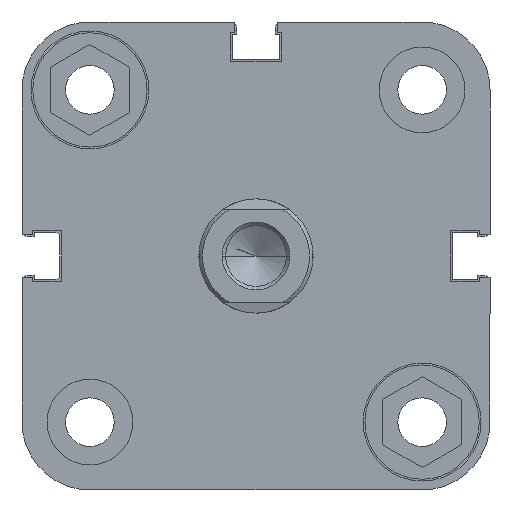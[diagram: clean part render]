
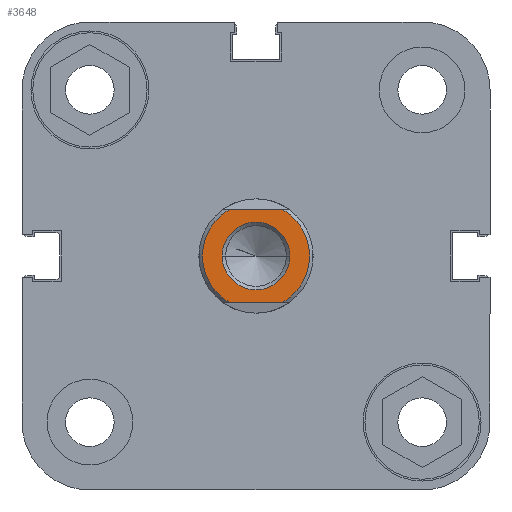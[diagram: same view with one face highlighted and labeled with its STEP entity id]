
A CAD part, left-side view. The second image highlights one B-rep face of the part: STEP entity #3648.
In plain terms, the highlighted planar face has unit normal (-1, 0, 0).
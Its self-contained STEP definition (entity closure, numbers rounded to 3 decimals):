
#49 = EDGE_CURVE ( 'NONE', #1008, #1389, #5432, .T. ) ;
#52 = EDGE_CURVE ( 'NONE', #1080, #1137, #5434, .T. ) ;
#54 = EDGE_CURVE ( 'NONE', #1385, #1371, #5436, .T. ) ;
#57 = EDGE_CURVE ( 'NONE', #1385, #1389, #5433, .T. ) ;
#61 = EDGE_CURVE ( 'NONE', #1371, #1008, #5445, .T. ) ;
#297 = EDGE_CURVE ( 'NONE', #1137, #1080, #5790, .T. ) ;
#464 = AXIS2_PLACEMENT_3D ( 'NONE', #2304, #2305, #2306 ) ;
#465 = AXIS2_PLACEMENT_3D ( 'NONE', #2308, #2315, #2316 ) ;
#466 = AXIS2_PLACEMENT_3D ( 'NONE', #2320, #2322, #2323 ) ;
#561 = AXIS2_PLACEMENT_3D ( 'NONE', #2937, #2939, #2940 ) ;
#637 = AXIS2_PLACEMENT_3D ( 'NONE', #6823, #6825, #6826 ) ;
#1008 = VERTEX_POINT ( 'NONE', #3331 ) ;
#1080 = VERTEX_POINT ( 'NONE', #3397 ) ;
#1137 = VERTEX_POINT ( 'NONE', #3438 ) ;
#1371 = VERTEX_POINT ( 'NONE', #6681 ) ;
#1385 = VERTEX_POINT ( 'NONE', #6693 ) ;
#1389 = VERTEX_POINT ( 'NONE', #6697 ) ;
#2304 = CARTESIAN_POINT ( 'NONE',  ( 0., 0., 0. ) ) ;
#2305 = DIRECTION ( 'NONE',  ( -1., 0., 0. ) ) ;
#2306 = DIRECTION ( 'NONE',  ( 0., 1., 0. ) ) ;
#2308 = CARTESIAN_POINT ( 'NONE',  ( 0., 0., 0. ) ) ;
#2315 = DIRECTION ( 'NONE',  ( 1., 0., 0. ) ) ;
#2316 = DIRECTION ( 'NONE',  ( 0., 1., 0. ) ) ;
#2320 = CARTESIAN_POINT ( 'NONE',  ( 0., 0., 0. ) ) ;
#2322 = DIRECTION ( 'NONE',  ( -1., 0., 0. ) ) ;
#2323 = DIRECTION ( 'NONE',  ( 0., 1., 0. ) ) ;
#2326 = CARTESIAN_POINT ( 'NONE',  ( 0., 6.5, -2.767 ) ) ;
#2328 = DIRECTION ( 'NONE',  ( 0., 0., 1. ) ) ;
#2339 = CARTESIAN_POINT ( 'NONE',  ( 0., -6.5, -2.767 ) ) ;
#2340 = DIRECTION ( 'NONE',  ( 0., 0., 1. ) ) ;
#2937 = CARTESIAN_POINT ( 'NONE',  ( 0., 0., 0. ) ) ;
#2939 = DIRECTION ( 'NONE',  ( 1., 0., 0. ) ) ;
#2940 = DIRECTION ( 'NONE',  ( 0., 1., 0. ) ) ;
#3331 = CARTESIAN_POINT ( 'NONE',  ( 0., -6.5, 3.742 ) ) ;
#3397 = CARTESIAN_POINT ( 'NONE',  ( 0., 0., -4.75 ) ) ;
#3438 = CARTESIAN_POINT ( 'NONE',  ( 0., 0., 4.75 ) ) ;
#3558 = ORIENTED_EDGE ( 'NONE', *, *, #54, .T. ) ;
#3588 = ORIENTED_EDGE ( 'NONE', *, *, #61, .T. ) ;
#3596 = ORIENTED_EDGE ( 'NONE', *, *, #57, .F. ) ;
#3597 = ORIENTED_EDGE ( 'NONE', *, *, #49, .T. ) ;
#3616 = ORIENTED_EDGE ( 'NONE', *, *, #52, .T. ) ;
#3627 = ORIENTED_EDGE ( 'NONE', *, *, #297, .T. ) ;
#3648 = ADVANCED_FACE ( 'NONE', ( #6116, #6122 ), #6824, .F. ) ;
#4766 = EDGE_LOOP ( 'NONE', ( #3627, #3616 ) ) ;
#4776 = EDGE_LOOP ( 'NONE', ( #3588, #3597, #3596, #3558 ) ) ;
#5432 = CIRCLE ( 'NONE', #464, 7.5 ) ;
#5433 = LINE ( 'NONE', #2326, #5439 ) ;
#5434 = CIRCLE ( 'NONE', #465, 4.75 ) ;
#5436 = CIRCLE ( 'NONE', #466, 7.5 ) ;
#5439 = VECTOR ( 'NONE', #2328, 1000. ) ;
#5445 = LINE ( 'NONE', #2339, #5446 ) ;
#5446 = VECTOR ( 'NONE', #2340, 1000. ) ;
#5790 = CIRCLE ( 'NONE', #561, 4.75 ) ;
#6116 = FACE_BOUND ( 'NONE', #4766, .T. ) ;
#6122 = FACE_OUTER_BOUND ( 'NONE', #4776, .T. ) ;
#6681 = CARTESIAN_POINT ( 'NONE',  ( 0., -6.5, -3.742 ) ) ;
#6693 = CARTESIAN_POINT ( 'NONE',  ( 0., 6.5, -3.742 ) ) ;
#6697 = CARTESIAN_POINT ( 'NONE',  ( 0., 6.5, 3.742 ) ) ;
#6823 = CARTESIAN_POINT ( 'NONE',  ( 0., 0., 0. ) ) ;
#6824 = PLANE ( 'NONE',  #637 ) ;
#6825 = DIRECTION ( 'NONE',  ( 1., 0., 0. ) ) ;
#6826 = DIRECTION ( 'NONE',  ( 0., 1., 0. ) ) ;
